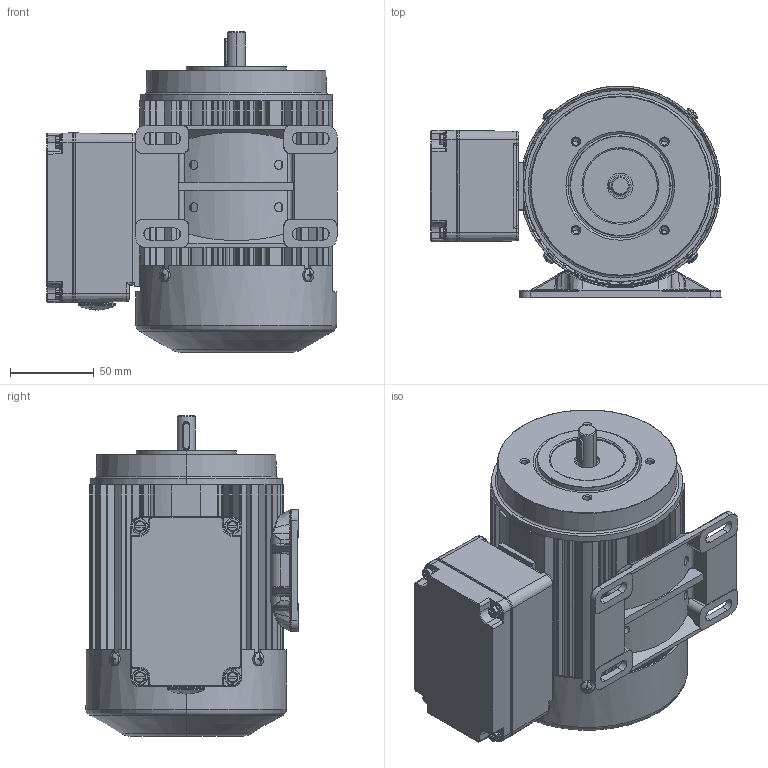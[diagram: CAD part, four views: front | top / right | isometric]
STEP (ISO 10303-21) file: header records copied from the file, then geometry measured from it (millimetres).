
FILE_DESCRIPTION (( 'STEP AP203' ), '1' );
FILE_NAME ('INFM0332.STEP', '2015-09-21T13:53:33', ( 'admin' ), ( '' ), 'SwSTEP 2.0', 'SolidWorks 2014', '' );
FILE_SCHEMA (( 'CONFIG_CONTROL_DESIGN' ));
Length unit declared in the file: inch
Products named in the file (1): INFM0332
Bounding box: 173.65 x 126.96 x 191.91 mm (x, y, z)
Volume: 1479356.8 mm3; surface area: 304506.1 mm2
Topology: 26 solids, 26 shells, 1960 faces, 5290 edges, 3357 vertices
Faces by surface type: cylinder 789, plane 616, cone 215, bspline 202, torus 102, sphere 36
Entity records: 75757 total; most frequent: CARTESIAN_POINT 27648, ORIENTED_EDGE 10436, DIRECTION 9830, EDGE_CURVE 5218, AXIS2_PLACEMENT_3D 3763, VERTEX_POINT 3353, LINE 2304, VECTOR 2304
